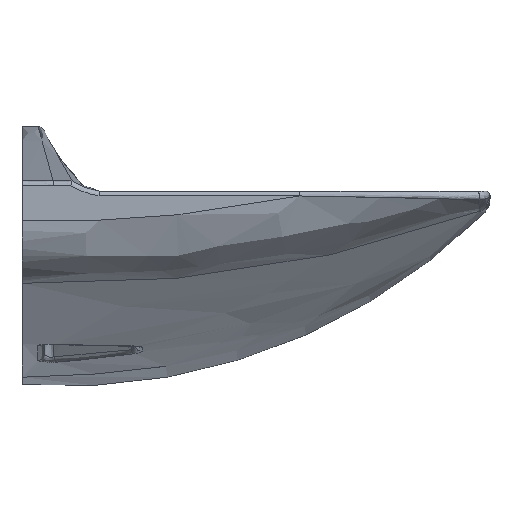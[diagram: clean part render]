
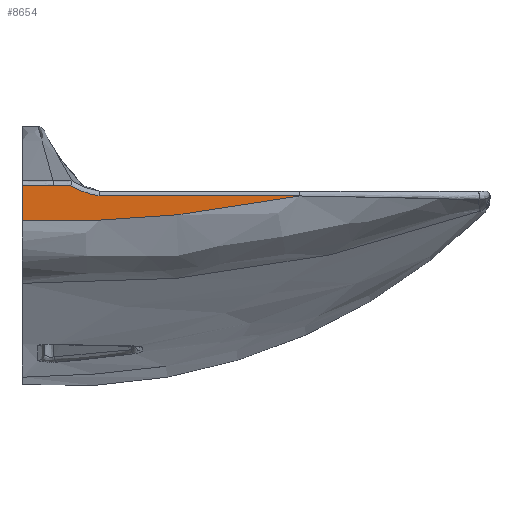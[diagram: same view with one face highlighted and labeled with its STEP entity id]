
A CAD part, left-side view. The second image highlights one B-rep face of the part: STEP entity #8654.
In plain terms, the highlighted face is planar.
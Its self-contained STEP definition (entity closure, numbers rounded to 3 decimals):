
#5212=CARTESIAN_POINT('',(60.99,-1.5,300.0));
#5213=VERTEX_POINT('',#5212);
#5230=CARTESIAN_POINT('',(-25.,-9.027,300.0));
#5231=VERTEX_POINT('',#5230);
#5232=CARTESIAN_POINT('',(60.99,-1.5,300.0));
#5233=CARTESIAN_POINT('',(60.151,-1.676,300.0));
#5234=CARTESIAN_POINT('',(57.699,-2.18,300.0));
#5235=CARTESIAN_POINT('',(51.204,-3.445,300.0));
#5236=CARTESIAN_POINT('',(43.101,-4.821,300.0));
#5237=CARTESIAN_POINT('',(30.069,-6.67,300.));
#5238=CARTESIAN_POINT('',(14.498,-8.289,300.));
#5239=CARTESIAN_POINT('',(-5.258,-9.274,300.));
#5240=CARTESIAN_POINT('',(-18.427,-9.226,300.0));
#5241=CARTESIAN_POINT('',(-25.,-9.027,300.0));
#5242=B_SPLINE_CURVE_WITH_KNOTS('',3,(#5232,#5233,#5234,#5235,#5236,#5237,#5238,#5239,#5240,#5241),.UNSPECIFIED.,.F.,.U.,(4,1,1,1,1,1,1,4),(5.403,5.66,6.153,7.386,8.125,10.098,12.07,14.043),.UNSPECIFIED.);
#5243=EDGE_CURVE('',#5213,#5231,#5242,.T.);
#7690=CARTESIAN_POINT('',(-15.375,1.66,300.0));
#7691=VERTEX_POINT('',#7690);
#7699=CARTESIAN_POINT('',(-9.898,1.645,300.0));
#7700=VERTEX_POINT('',#7699);
#7701=CARTESIAN_POINT('',(-15.375,1.66,300.0));
#7702=CARTESIAN_POINT('',(-15.094,1.66,300.0));
#7703=CARTESIAN_POINT('',(-14.532,1.66,300.));
#7704=CARTESIAN_POINT('',(-13.689,1.659,300.));
#7705=CARTESIAN_POINT('',(-12.847,1.656,300.));
#7706=CARTESIAN_POINT('',(-12.002,1.654,300.));
#7707=CARTESIAN_POINT('',(-11.046,1.65,300.));
#7708=CARTESIAN_POINT('',(-10.348,1.647,300.0));
#7709=CARTESIAN_POINT('',(-9.898,1.645,300.0));
#7710=B_SPLINE_CURVE_WITH_KNOTS('',3,(#7701,#7702,#7703,#7704,#7705,#7706,#7707,#7708,#7709),.UNSPECIFIED.,.F.,.U.,(4,1,1,1,1,1,4),(0.0,0.084,0.169,0.253,0.337,0.422,0.553),.UNSPECIFIED.);
#7711=EDGE_CURVE('',#7691,#7700,#7710,.T.);
#7947=CARTESIAN_POINT('',(-1.119,-1.5,300.0));
#7948=VERTEX_POINT('',#7947);
#7949=CARTESIAN_POINT('',(-9.898,1.645,300.0));
#7950=CARTESIAN_POINT('',(-9.214,1.26,300.0));
#7951=CARTESIAN_POINT('',(-7.698,0.474,300.0));
#7952=CARTESIAN_POINT('',(-5.267,-0.523,300.0));
#7953=CARTESIAN_POINT('',(-3.05,-1.15,300.));
#7954=CARTESIAN_POINT('',(-1.694,-1.407,300.0));
#7955=CARTESIAN_POINT('',(-1.24,-1.481,300.0));
#7956=CARTESIAN_POINT('',(-1.2,-1.487,300.0));
#7957=CARTESIAN_POINT('',(-1.159,-1.494,300.0));
#7958=CARTESIAN_POINT('',(-1.119,-1.5,300.0));
#7959=B_SPLINE_CURVE_WITH_KNOTS('',3,(#7949,#7950,#7951,#7952,#7953,#7954,#7955,#7956,#7957,#7958),.UNSPECIFIED.,.F.,.U.,(4,1,1,1,3,4),(0.041,0.276,0.552,0.828,0.965,0.978),.UNSPECIFIED.);
#7960=EDGE_CURVE('',#7700,#7948,#7959,.T.);
#8560=CARTESIAN_POINT('',(-1.119,-1.5,300.0));
#8561=DIRECTION('',(1.0,0.,0.0));
#8562=VECTOR('',#8561,62.108);
#8563=LINE('',#8560,#8562);
#8564=EDGE_CURVE('',#7948,#5213,#8563,.T.);
#8603=CARTESIAN_POINT('',(-25.0,1.66,300.0));
#8604=VERTEX_POINT('',#8603);
#8618=CARTESIAN_POINT('',(-25.,1.66,300.));
#8619=CARTESIAN_POINT('',(-21.792,1.66,300.));
#8620=CARTESIAN_POINT('',(-18.584,1.66,300.0));
#8621=CARTESIAN_POINT('',(-15.375,1.66,300.0));
#8622=B_SPLINE_CURVE_WITH_KNOTS('',3,(#8618,#8619,#8620,#8621),.UNSPECIFIED.,.F.,.U.,(4,4),(0.,0.962),.UNSPECIFIED.);
#8623=EDGE_CURVE('',#8604,#7691,#8622,.T.);
#8636=CARTESIAN_POINT('',(42.502,-9.161,300.0));
#8637=DIRECTION('',(0.0,0.0,1.0));
#8638=DIRECTION('',(1.0,0.0,0.0));
#8639=AXIS2_PLACEMENT_3D('',#8636,#8637,#8638);
#8640=PLANE('',#8639);
#8641=ORIENTED_EDGE('',*,*,#8564,.F.);
#8642=ORIENTED_EDGE('',*,*,#7960,.F.);
#8643=ORIENTED_EDGE('',*,*,#7711,.F.);
#8644=ORIENTED_EDGE('',*,*,#8623,.F.);
#8645=CARTESIAN_POINT('',(-25.0,1.66,300.0));
#8646=DIRECTION('',(0.,-1.0,0.0));
#8647=VECTOR('',#8646,10.687);
#8648=LINE('',#8645,#8647);
#8649=EDGE_CURVE('',#8604,#5231,#8648,.T.);
#8650=ORIENTED_EDGE('',*,*,#8649,.T.);
#8651=ORIENTED_EDGE('',*,*,#5243,.F.);
#8652=EDGE_LOOP('',(#8641,#8642,#8643,#8644,#8650,#8651));
#8653=FACE_OUTER_BOUND('',#8652,.T.);
#8654=ADVANCED_FACE('',(#8653),#8640,.T.);
